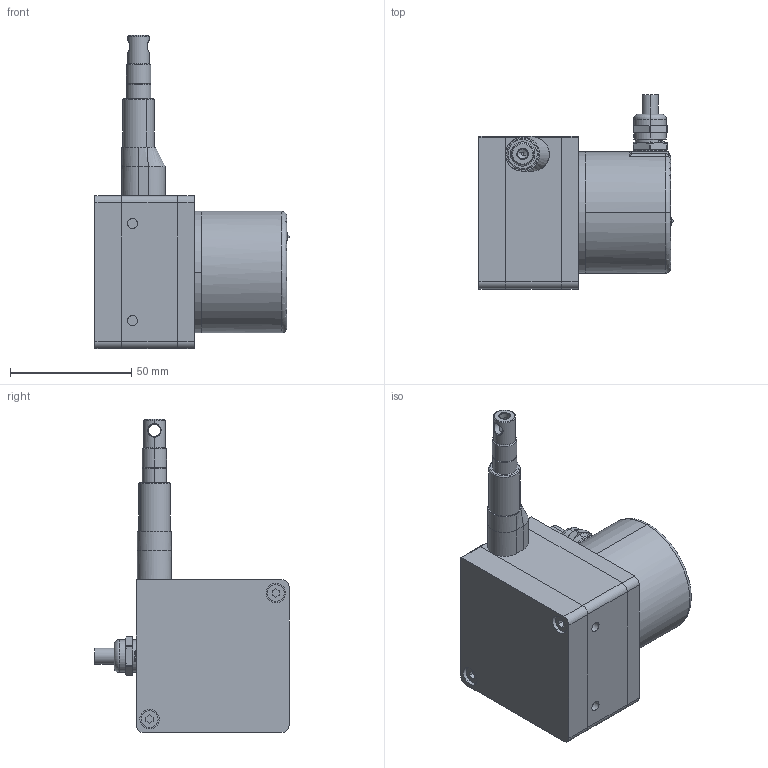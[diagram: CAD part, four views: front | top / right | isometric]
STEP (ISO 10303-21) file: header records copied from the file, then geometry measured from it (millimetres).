
FILE_DESCRIPTION(('CATIA V5 STEP Exchange'),'2;1');
FILE_NAME('FLTF63-ASM-JSCM50.stp','2026-02-04T07:38:40+00:00',('none'),('none'),'CATIA Version 5 Release 21 GA (IN-10)','CATIA V5 STEP AP203','none');
FILE_SCHEMA(('CONFIG_CONTROL_DESIGN'));
Length unit declared in the file: millimetre
Products named in the file (5): FLTF63_ASM; LTF63-COMPONENTS; FLTF63D_LD_ASM; LTF63_DXZ_A; LTF80-LT-ASM
Assembly tree (17 placements, depth 3):
  FLTF63_ASM
    LTF63-COMPONENTS
      #66
    FLTF63D_LD_ASM
      #12549  x4
    #13038
    #13619
    #14193
    #14767
    #16068
    LTF63_DXZ_A
      #16497
    LTF80-LT-ASM
      #17164
      #18568
Bounding box: 80 x 80 x 129 mm (x, y, z)
Volume: 184285.2 mm3; surface area: 66383.9 mm2
Topology: 12 solids, 23 shells, 559 faces, 1485 edges, 988 vertices
Faces by surface type: cylinder 186, bspline 172, plane 140, cone 39, torus 22
Entity records: 18519 total; most frequent: CARTESIAN_POINT 7731, ORIENTED_EDGE 2550, EDGE_CURVE 1381, DIRECTION 1372, VERTEX_POINT 922, AXIS2_PLACEMENT_3D 726, EDGE_LOOP 585, ADVANCED_FACE 511
